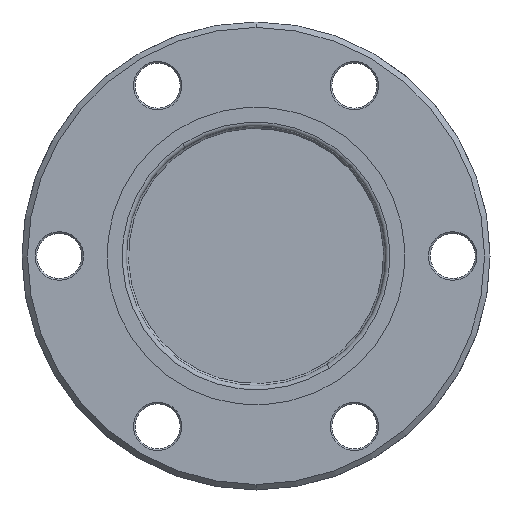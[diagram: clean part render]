
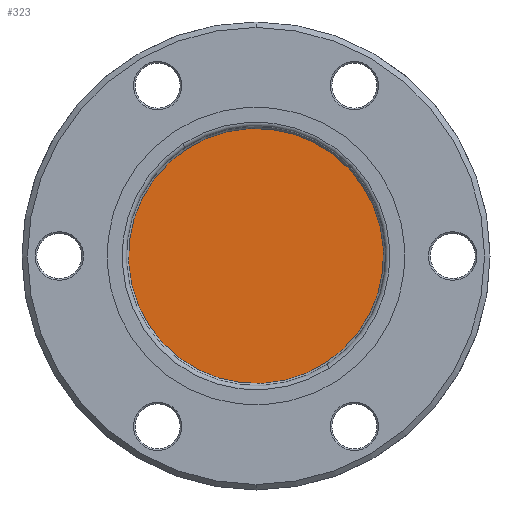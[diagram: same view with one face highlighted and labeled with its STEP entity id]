
A CAD part, front view. The second image highlights one B-rep face of the part: STEP entity #323.
In plain terms, the highlighted planar face has unit normal (0, -1, 0).
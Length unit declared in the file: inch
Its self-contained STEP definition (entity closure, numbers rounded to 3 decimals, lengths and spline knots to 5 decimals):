
#104 = ORIENTED_EDGE ( 'NONE', *, *, #1956, .F. ) ;
#163 = CIRCLE ( 'NONE', #2050, 0.7495 ) ;
#187 = DIRECTION ( 'NONE',  ( 0., 1., 0. ) ) ;
#277 = DIRECTION ( 'NONE',  ( 0., 1., 0. ) ) ;
#306 = AXIS2_PLACEMENT_3D ( 'NONE', #464, #308, #2096 ) ;
#308 = DIRECTION ( 'NONE',  ( 0., -1., 0. ) ) ;
#323 = ADVANCED_FACE ( 'NONE', ( #830 ), #1208, .T. ) ;
#368 = DIRECTION ( 'NONE',  ( 1., 0., 0. ) ) ;
#464 = CARTESIAN_POINT ( 'NONE',  ( 0., 0.32, 0. ) ) ;
#468 = EDGE_CURVE ( 'NONE', #1640, #1976, #1671, .T. ) ;
#642 = ORIENTED_EDGE ( 'NONE', *, *, #468, .F. ) ;
#830 = FACE_OUTER_BOUND ( 'NONE', #1173, .T. ) ;
#981 = DIRECTION ( 'NONE',  ( 1., 0., 0. ) ) ;
#1173 = EDGE_LOOP ( 'NONE', ( #642, #104 ) ) ;
#1208 = PLANE ( 'NONE',  #306 ) ;
#1344 = CARTESIAN_POINT ( 'NONE',  ( 0.40993, 0.32, -0.62746 ) ) ;
#1454 = CARTESIAN_POINT ( 'NONE',  ( 0., 0.32, 0. ) ) ;
#1483 = AXIS2_PLACEMENT_3D ( 'NONE', #1454, #187, #368 ) ;
#1640 = VERTEX_POINT ( 'NONE', #1904 ) ;
#1671 = CIRCLE ( 'NONE', #1483, 0.7495 ) ;
#1866 = CARTESIAN_POINT ( 'NONE',  ( 0., 0.32, 0. ) ) ;
#1904 = CARTESIAN_POINT ( 'NONE',  ( -0.40993, 0.32, 0.62746 ) ) ;
#1956 = EDGE_CURVE ( 'NONE', #1976, #1640, #163, .T. ) ;
#1976 = VERTEX_POINT ( 'NONE', #1344 ) ;
#2050 = AXIS2_PLACEMENT_3D ( 'NONE', #1866, #277, #981 ) ;
#2096 = DIRECTION ( 'NONE',  ( -0.682, 0., -0.732 ) ) ;
